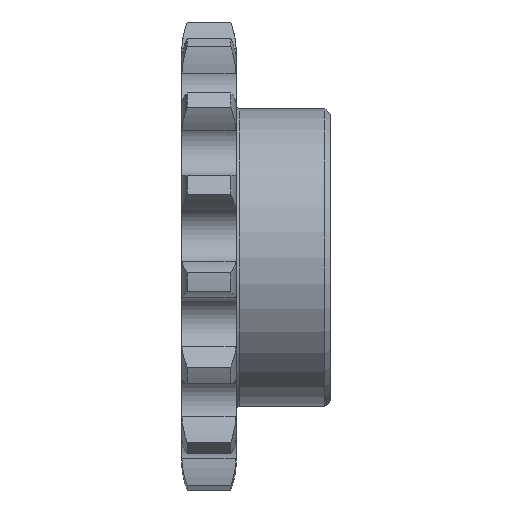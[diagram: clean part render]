
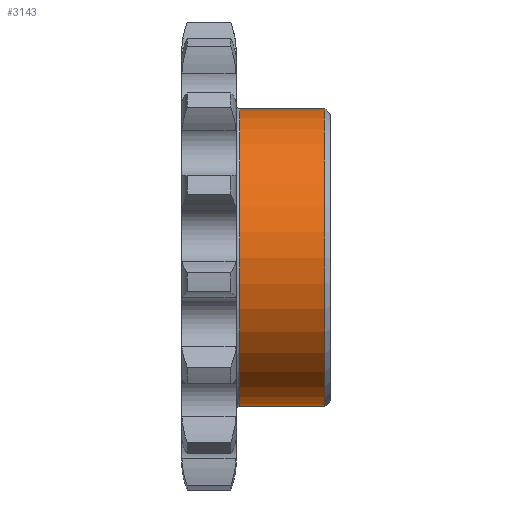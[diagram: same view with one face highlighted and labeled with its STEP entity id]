
A CAD part, front view. The second image highlights one B-rep face of the part: STEP entity #3143.
In plain terms, the highlighted cylindrical face has radius 31.75 mm (diameter 63.5 mm), a partial arc.
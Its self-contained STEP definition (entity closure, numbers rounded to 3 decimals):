
#3017=CARTESIAN_POINT('POINT268',(12.438,
   0.,-31.75));
#3018=VERTEX_POINT('VERTEX268',#3017);
#3027=CARTESIAN_POINT('POINT269',(12.438,
   0.,31.75));
#3028=VERTEX_POINT('VERTEX269',#3027);
#3052=CARTESIAN_POINT('POS237',(12.438,0.,
   0.));
#3053=DIRECTION('DIR374',(-1.,0.,0.));
#3054=DIRECTION('DIR375',(0.,0.,-1.));
#3055=AXIS2_PLACEMENT_3D('AXIS138',#3052,#3053,#3054);
#3056=CIRCLE('ELLIPSE57',#3055,31.75);
#3057=EDGE_CURVE('EDGE425',#3018,#3028,#3056,.T.);
#3104=CARTESIAN_POINT('POINT272',(30.584,0.,
   -31.75));
#3105=VERTEX_POINT('VERTEX272',#3104);
#3106=CARTESIAN_POINT('POS242',(21.121,0.,
   -31.75));
#3107=DIRECTION('DIR382',(-1.,0.,0.));
#3108=VECTOR('VEC102',#3107,1.);
#3109=LINE('STRAIGHT102',#3106,#3108);
#3110=EDGE_CURVE('EDGE430',#3105,#3018,#3109,.T.);
#3113=CARTESIAN_POINT('POINT273',(30.584,0.,
   31.75));
#3114=VERTEX_POINT('VERTEX273',#3113);
#3115=CARTESIAN_POINT('POS243',(21.121,0.,
   31.75));
#3116=DIRECTION('DIR383',(1.,0.,0.));
#3117=VECTOR('VEC103',#3116,1.);
#3118=LINE('STRAIGHT103',#3115,#3117);
#3119=EDGE_CURVE('EDGE431',#3028,#3114,#3118,.T.);
#3121=CARTESIAN_POINT('POS244',(30.584,0.,
   0.));
#3122=DIRECTION('DIR384',(-1.,0.,0.));
#3123=DIRECTION('DIR385',(0.,0.,-1.));
#3124=AXIS2_PLACEMENT_3D('AXIS141',#3121,#3122,#3123);
#3125=CIRCLE('ELLIPSE59',#3124,31.75);
#3130=CARTESIAN_POINT('POS245',(21.121,0.,
   0.));
#3131=DIRECTION('DIR386',(-1.,0.,0.));
#3132=DIRECTION('DIR387',(0.,0.,-1.));
#3133=AXIS2_PLACEMENT_3D('AXIS142',#3130,#3131,#3132);
#3134=CYLINDRICAL_SURFACE('CONE_SURF61',#3133,31.75);
#3136=ORIENTED_EDGE('COEDGE859',*,*,#3110,.F.);
#3137=EDGE_CURVE('EDGE433',#3105,#3114,#3125,.T.);
#3138=ORIENTED_EDGE('COEDGE860',*,*,#3137,.T.);
#3139=ORIENTED_EDGE('COEDGE861',*,*,#3119,.F.);
#3140=ORIENTED_EDGE('COEDGE862',*,*,#3057,.F.);
#3141=EDGE_LOOP('NONE',(#3136,#3138,#3139,#3140));
#3142=FACE_BOUND('LOOP1',#3141,.T.);
#3143=ADVANCED_FACE('FACE168',(#3142),#3134,.T.);
